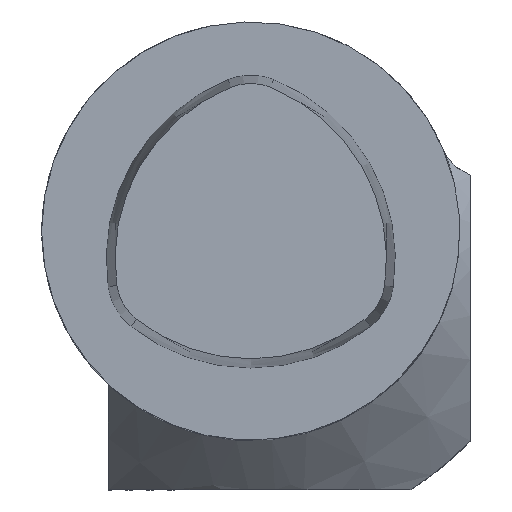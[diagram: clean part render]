
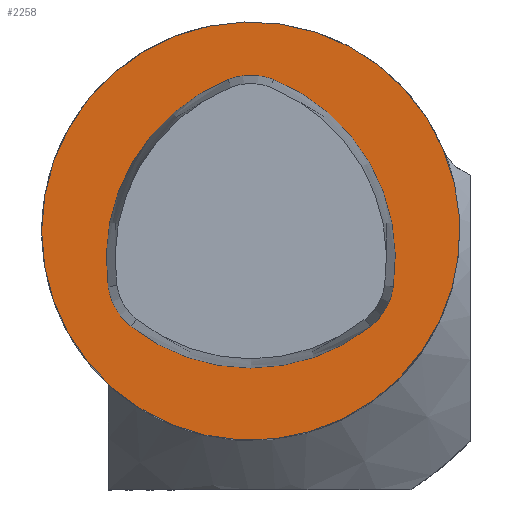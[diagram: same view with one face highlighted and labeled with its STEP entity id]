
A CAD part, top view. The second image highlights one B-rep face of the part: STEP entity #2258.
In plain terms, the highlighted planar face has unit normal (0, 0, 1).
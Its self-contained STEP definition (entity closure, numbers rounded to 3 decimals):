
#2258=ADVANCED_FACE('',(#3016),#2709,.T.);
#2709=PLANE('',#8828);
#3016=FACE_OUTER_BOUND('',#3507,.T.);
#3507=EDGE_LOOP('',(#4384));
#4384=ORIENTED_EDGE('',*,*,#7718,.T.);
#6822=VERTEX_POINT('',#12198);
#7718=EDGE_CURVE('',#6822,#6822,#8642,.T.);
#8642=CIRCLE('',#8822,20.);
#8822=AXIS2_PLACEMENT_3D('',#12197,#9816,#9817);
#8828=AXIS2_PLACEMENT_3D('',#12216,#9832,#9833);
#9816=DIRECTION('',(0.,0.,1.));
#9817=DIRECTION('',(-1.,0.,0.));
#9832=DIRECTION('',(0.,0.,1.));
#9833=DIRECTION('',(1.,0.,0.));
#12197=CARTESIAN_POINT('',(0.,0.,0.));
#12198=CARTESIAN_POINT('',(-20.,0.,0.));
#12216=CARTESIAN_POINT('',(0.,0.,0.));
